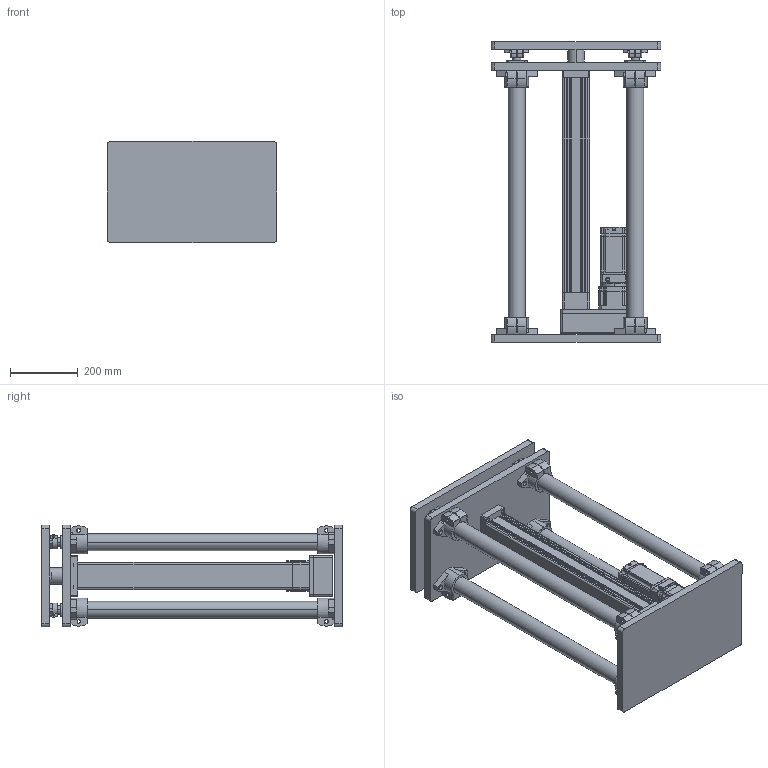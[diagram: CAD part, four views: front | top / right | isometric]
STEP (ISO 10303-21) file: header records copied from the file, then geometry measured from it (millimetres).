
FILE_DESCRIPTION (( 'STEP AP203' ), '1' );
FILE_NAME ('RLASJ80-10HB-12.7KN-R500-100mm-s.STEP', '2025-02-07T03:28:27', ( '微软用户' ), ( '微软中国' ), 'SwSTEP 2.0', 'SolidWorks 2022', '' );
FILE_SCHEMA (( 'CONFIG_CONTROL_DESIGN' ));
Length unit declared in the file: millimetre
Products named in the file (43): 复件 21E8-005-1073-P4_1_1_1.stp^复件 MS1H1-75B30CB-A334Z-S_ASM_1_ASM.stp_复件 MS1H1-75B30CB-(x)334Z.stp_复件 MS1H1-75B30CB-(x)334Z_RLASJ80-10HB-12.7KN-R500-100mm-s; 复件 80缸400行程升降台内导柱25^RLASJ80-10HB-12.7KN-R500-100mm-s; 复件 _1-SO-580930001_1_1_1.stp^复件 MS1H1-75B30CB-A334Z_1_ASM_1_ASM_ASM.stp_复件 MS1H1-75B30CB-A334Z_ASM_1_ASM_1_ASM.stp_复件 MS1H1-75B30CB-A334Z-S_ASM_1_ASM_ASM.stp_复件 MS1H1-75B30CB-A334Z-S_A~; 复件 SHHSA-25_base^RLASJ80-10HB-12.7KN-R500-100mm-s; 复件 80缸400行程升降台直线轴承^RLASJ80-10HB-12.7KN-R500-100mm-s; 复件 _1-SO-660130001_1_1_1.stp^复件 MS1H1-75B30CB-A334Z_1_ASM_1_ASM_ASM.stp_复件 MS1H1-75B30CB-A334Z_ASM_1_ASM_1_ASM.stp_复件 MS1H1-75B30CB-A334Z-S_ASM_1_ASM_ASM.stp_复件 MS1H1-75B30CB-A334Z-S_A~; 复件 _1-SO-162350001_1_1_1.stp^复件 MS1H1-75B30CB-A334Z_1_ASM_1_ASM_ASM.stp_复件 MS1H1-75B30CB-A334Z_ASM_1_ASM_1_ASM.stp_复件 MS1H1-75B30CB-A334Z-S_ASM_1_ASM_ASM.stp_复件 MS1H1-75B30CB-A334Z-S_A~; 复件 31090537--1-SOL000_1_1_1_2_1.stp^复件 MS1H1-75B30CB-A334Z_1_ASM_1_ASM_ASM.stp_复件 MS1H1-75B30CB-A334Z_ASM_1_ASM_1_ASM.stp_复件 MS1H1-75B30CB-A334Z-S_ASM_1_ASM_ASM.stp_复件 MS1H1-75B30CB-A3~; 复件 21E8-005-1072-P4_1_1_1.stp^复件 MS1H1-75B30CB-A334Z-S_ASM_1_ASM.stp_复件 MS1H1-75B30CB-(x)334Z.stp_复件 MS1H1-75B30CB-(x)334Z_RLASJ80-10HB-12.7KN-R500-100mm-s; 复件 _1-SO-431260001_1_1_1.stp^复件 MS1H1-75B30CB-A334Z_1_ASM_1_ASM_ASM.stp_复件 MS1H1-75B30CB-A334Z_ASM_1_ASM_1_ASM.stp_复件 MS1H1-75B30CB-A334Z-S_ASM_1_ASM_ASM.stp_复件 MS1H1-75B30CB-A334Z-S_A~; 复件 31090527--1-SOL000_1_1_1_2_1.stp^复件 MS1H1-75B30CB-A334Z_1_ASM_1_ASM_ASM.stp_复件 MS1H1-75B30CB-A334Z_ASM_1_ASM_1_ASM.stp_复件 MS1H1-75B30CB-A334Z-S_ASM_1_ASM_ASM.stp_复件 MS1H1-75B30CB-A3~; 复件 MS1H1-75B30CB-(x)334Z^RLASJ80-10HB-12.7KN-R500-100mm-s; 复件 _1-SO-325820001_1_1_1.stp^复件 MS1H1-75B30CB-A334Z_1_ASM_1_ASM_ASM.stp_复件 MS1H1-75B30CB-A334Z_ASM_1_ASM_1_ASM.stp_复件 MS1H1-75B30CB-A334Z-S_ASM_1_ASM_ASM.stp_复件 MS1H1-75B30CB-A334Z-S_A~; 复件 _1-SO-44600001_1_1_1.stp^复件 MS1H1-75B30CB-A334Z_1_ASM_1_ASM_ASM.stp_复件 MS1H1-75B30CB-A334Z_ASM_1_ASM_1_ASM.stp_复件 MS1H1-75B30CB-A334Z-S_ASM_1_ASM_ASM.stp_复件 MS1H1-75B30CB-A334Z-S_AS~; 复件 MS1H1-75B30CB-A334Z_ASM_1_ASM_1_ASM.stp^复件 MS1H1-75B30CB-A334Z-S_ASM_1_ASM_ASM.stp_复件 MS1H1-75B30CB-A334Z-S_ASM_1_ASM.stp_复件 MS1H1-75B30CB-(x)334Z.stp_复件 MS1H1-75B30CB-(x)334Z_RLASJ~; 复件 MS1H1-75B30CB-A334Z_1_ASM_1_ASM_ASM.stp^复件 MS1H1-75B30CB-A334Z_ASM_1_ASM_1_ASM.stp_复件 MS1H1-75B30CB-A334Z-S_ASM_1_ASM_ASM.stp_复件 MS1H1-75B30CB-A334Z-S_ASM_1_ASM.stp_复件 MS1H1-75B30CB~; 复件 22060240_3_1_1.stp^复件 MS1H1-75B30CB-A334Z-S_ASM_1_ASM.stp_复件 MS1H1-75B30CB-(x)334Z.stp_复件 MS1H1-75B30CB-(x)334Z_RLASJ80-10HB-12.7KN-R500-100mm-s; 复件 MS1H1-75B30CB-(x)334Z.stp^复件 MS1H1-75B30CB-(x)334Z_RLASJ80-10HB-12.7KN-R500-100mm-s; 复件 SHHSA-50_base^RLASJ80-10HB-12.7KN-R500-100mm-s; 复件 _1-SO-267770001_1_1_1.stp^复件 MS1H1-75B30CB-A334Z_1_ASM_1_ASM_ASM.stp_复件 MS1H1-75B30CB-A334Z_ASM_1_ASM_1_ASM.stp_复件 MS1H1-75B30CB-A334Z-S_ASM_1_ASM_ASM.stp_复件 MS1H1-75B30CB-A334Z-S_A~; RLASJ80-10HB-12.7KN-R500-100mm-s; 复件 _80-1-SO0001_1_1_1_2_1.stp^复件 MS1H1-75B30CB-A334Z_1_ASM_1_ASM_ASM.stp_复件 MS1H1-75B30CB-A334Z_ASM_1_ASM_1_ASM.stp_复件 MS1H1-75B30CB-A334Z-S_ASM_1_ASM_ASM.stp_复件 MS1H1-75B30CB-A334Z-S_~; 复件 PGH90-L1-19-70-90-M6-A22^RLASJ80-10HB-12.7KN-R500-100mm-s; 复件 _1-SO-219540001_1_1_1.stp^复件 MS1H1-75B30CB-A334Z_1_ASM_1_ASM_ASM.stp_复件 MS1H1-75B30CB-A334Z_ASM_1_ASM_1_ASM.stp_复件 MS1H1-75B30CB-A334Z-S_ASM_1_ASM_ASM.stp_复件 MS1H1-75B30CB-A334Z-S_A~; 复件 _1-SO-112340001_1_1_1.stp^复件 MS1H1-75B30CB-A334Z_1_ASM_1_ASM_ASM.stp_复件 MS1H1-75B30CB-A334Z_ASM_1_ASM_1_ASM.stp_复件 MS1H1-75B30CB-A334Z-S_ASM_1_ASM_ASM.stp_复件 MS1H1-75B30CB-A334Z-S_A~; 复件 80缸400行程升降台底板^RLASJ80-10HB-12.7KN-R500-100mm-s; 复件 1-940910_1_1_1.stp^复件 MS1H1-75B30CB-A334Z_1_ASM_1_ASM_ASM.stp_复件 MS1H1-75B30CB-A334Z_ASM_1_ASM_1_ASM.stp_复件 MS1H1-75B30CB-A334Z-S_ASM_1_ASM_ASM.stp_复件 MS1H1-75B30CB-A334Z-S_ASM_1_AS~; 复件 31740002--1-SOLI00_1_1_1_2_1.stp^复件 MS1H1-75B30CB-A334Z_1_ASM_1_ASM_ASM.stp_复件 MS1H1-75B30CB-A334Z_ASM_1_ASM_1_ASM.stp_复件 MS1H1-75B30CB-A334Z-S_ASM_1_ASM_ASM.stp_复件 MS1H1-75B30CB-A3~; 复件 80缸行程400前法兰板安装折叠^RLASJ80-10HB-12.7KN-R500-100mm-s; 复件 _1-SO-761440001_1_1_1.stp^复件 MS1H1-75B30CB-A334Z_1_ASM_1_ASM_ASM.stp_复件 MS1H1-75B30CB-A334Z_ASM_1_ASM_1_ASM.stp_复件 MS1H1-75B30CB-A334Z-S_ASM_1_ASM_ASM.stp_复件 MS1H1-75B30CB-A334Z-S_A~; 复件 30_1_1_1_2_1.stp^复件 MS1H1-75B30CB-A334Z_1_ASM_1_ASM_ASM.stp_复件 MS1H1-75B30CB-A334Z_ASM_1_ASM_1_ASM.stp_复件 MS1H1-75B30CB-A334Z-S_ASM_1_ASM_ASM.stp_复件 MS1H1-75B30CB-A334Z-S_ASM_1_ASM.~; 复件 _1-SO-972090001_1_1_1.stp^复件 MS1H1-75B30CB-A334Z_1_ASM_1_ASM_ASM.stp_复件 MS1H1-75B30CB-A334Z_ASM_1_ASM_1_ASM.stp_复件 MS1H1-75B30CB-A334Z-S_ASM_1_ASM_ASM.stp_复件 MS1H1-75B30CB-A334Z-S_A~; 复件 31090652--MS1H1-750001_1_1_1.stp^复件 MS1H1-75B30CB-A334Z_1_ASM_1_ASM_ASM.stp_复件 MS1H1-75B30CB-A334Z_ASM_1_ASM_1_ASM.stp_复件 MS1H1-75B30CB-A334Z-S_ASM_1_ASM_ASM.stp_复件 MS1H1-75B30CB-A3~; 复件 80缸400行程升降台外导柱50^RLASJ80-10HB-12.7KN-R500-100mm-s; 复件 _1-SO-808830001_1_1_1.stp^复件 MS1H1-75B30CB-A334Z_1_ASM_1_ASM_ASM.stp_复件 MS1H1-75B30CB-A334Z_ASM_1_ASM_1_ASM.stp_复件 MS1H1-75B30CB-A334Z-S_ASM_1_ASM_ASM.stp_复件 MS1H1-75B30CB-A334Z-S_A~; 复件 22010113--1-SOLI00_1_1_1_2_1.stp^复件 MS1H1-75B30CB-A334Z_1_ASM_1_ASM_ASM.stp_复件 MS1H1-75B30CB-A334Z_ASM_1_ASM_1_ASM.stp_复件 MS1H1-75B30CB-A334Z-S_ASM_1_ASM_ASM.stp_复件 MS1H1-75B30CB-A3~; 复件 80缸400行程升降台中板^RLASJ80-10HB-12.7KN-R500-100mm-s; 复件 MS1H1-75B30CB-A334Z-S_ASM_1_ASM_ASM.stp^复件 MS1H1-75B30CB-A334Z-S_ASM_1_ASM.stp_复件 MS1H1-75B30CB-(x)334Z.stp_复件 MS1H1-75B30CB-(x)334Z_RLASJ80-10HB-12.7KN-R500-100mm-s; 复件 80缸400行程升降台顶板^RLASJ80-10HB-12.7KN-R500-100mm-s; 复件 1-87160_1_1_1.stp^复件 MS1H1-75B30CB-A334Z_1_ASM_1_ASM_ASM.stp_复件 MS1H1-75B30CB-A334Z_ASM_1_ASM_1_ASM.stp_复件 MS1H1-75B30CB-A334Z-S_ASM_1_ASM_ASM.stp_复件 MS1H1-75B30CB-A334Z-S_ASM_1_ASM~ ...
Assembly tree (62 placements, depth 8):
  RLASJ80-10HB-12.7KN-R500-100mm-s
    复件 80缸行程400前法兰板安装折叠^RLASJ80-10HB-12.7KN-R500-100mm-s
    复件 80缸400行程升降台底板^RLASJ80-10HB-12.7KN-R500-100mm-s
    复件 80缸400行程升降台顶板^RLASJ80-10HB-12.7KN-R500-100mm-s
    复件 80缸400行程升降台内导柱25^RLASJ80-10HB-12.7KN-R500-100mm-s  x4
    复件 80缸400行程升降台外导柱50^RLASJ80-10HB-12.7KN-R500-100mm-s  x4
    复件 80缸400行程升降台直线轴承^RLASJ80-10HB-12.7KN-R500-100mm-s  x4
    复件 80缸400行程升降台中板^RLASJ80-10HB-12.7KN-R500-100mm-s
    复件 SHHSA-50_base^RLASJ80-10HB-12.7KN-R500-100mm-s  x8
    复件 SHHSA-25_base^RLASJ80-10HB-12.7KN-R500-100mm-s  x4
    复件 PGH90-L1-19-70-90-M6-A22^RLASJ80-10HB-12.7KN-R500-100mm-s
    复件 MS1H1-75B30CB-(x)334Z^RLASJ80-10HB-12.7KN-R500-100mm-s
      复件 MS1H1-75B30CB-(x)334Z.stp^复件 MS1H1-75B30CB-(x)334Z_RLASJ80-10HB-12.7KN-R500-100mm-s
        复件 MS1H1-75B30CB-A334Z-S_ASM_1_ASM.stp^复件 MS1H1-75B30CB-(x)334Z.stp_复件 MS1H1-75B30CB-(x)334Z_RLASJ80-10HB-12.7KN-R500-100mm-s
          复件 MS1H1-75B30CB-A334Z-S_ASM_1_ASM_ASM.stp^复件 MS1H1-75B30CB-A334Z-S_ASM_1_ASM.stp_复件 MS1H1-75B30CB-(x)334Z.stp_复件 MS1H1-75B30CB-(x)334Z_RLASJ80-10HB-12.7KN-R500-100mm-s
            复件 MS1H1-75B30CB-A334Z_ASM_1_ASM_1_ASM.stp^复件 MS1H1-75B30CB-A334Z-S_ASM_1_ASM_ASM.stp_复件 MS1H1-75B30CB-A334Z-S_ASM_1_ASM.stp_复件 MS1H1-75B30CB-(x)334Z.stp_复件 MS1H1-75B30CB-(x)334Z_RLASJ~
              复件 MS1H1-75B30CB-A334Z_1_ASM_1_ASM_ASM.stp^复件 MS1H1-75B30CB-A334Z_ASM_1_ASM_1_ASM.stp_复件 MS1H1-75B30CB-A334Z-S_ASM_1_ASM_ASM.stp_复件 MS1H1-75B30CB-A334Z-S_ASM_1_ASM.stp_复件 MS1H1-75B30CB~
                复件 30_1_1_1_2_1.stp^复件 MS1H1-75B30CB-A334Z_1_ASM_1_ASM_ASM.stp_复件 MS1H1-75B30CB-A334Z_ASM_1_ASM_1_ASM.stp_复件 MS1H1-75B30CB-A334Z-S_ASM_1_ASM_ASM.stp_复件 MS1H1-75B30CB-A334Z-S_ASM_1_ASM.~
                复件 _1-SO-44600001_1_1_1.stp^复件 MS1H1-75B30CB-A334Z_1_ASM_1_ASM_ASM.stp_复件 MS1H1-75B30CB-A334Z_ASM_1_ASM_1_ASM.stp_复件 MS1H1-75B30CB-A334Z-S_ASM_1_ASM_ASM.stp_复件 MS1H1-75B30CB-A334Z-S_AS~
                复件 1-87160_1_1_1.stp^复件 MS1H1-75B30CB-A334Z_1_ASM_1_ASM_ASM.stp_复件 MS1H1-75B30CB-A334Z_ASM_1_ASM_1_ASM.stp_复件 MS1H1-75B30CB-A334Z-S_ASM_1_ASM_ASM.stp_复件 MS1H1-75B30CB-A334Z-S_ASM_1_ASM~
                复件 _1-SO-112340001_1_1_1.stp^复件 MS1H1-75B30CB-A334Z_1_ASM_1_ASM_ASM.stp_复件 MS1H1-75B30CB-A334Z_ASM_1_ASM_1_ASM.stp_复件 MS1H1-75B30CB-A334Z-S_ASM_1_ASM_ASM.stp_复件 MS1H1-75B30CB-A334Z-S_A~
                复件 31090652--MS1H1-750001_1_1_1.stp^复件 MS1H1-75B30CB-A334Z_1_ASM_1_ASM_ASM.stp_复件 MS1H1-75B30CB-A334Z_ASM_1_ASM_1_ASM.stp_复件 MS1H1-75B30CB-A334Z-S_ASM_1_ASM_ASM.stp_复件 MS1H1-75B30CB-A3~
                复件 _1-SO-162350001_1_1_1.stp^复件 MS1H1-75B30CB-A334Z_1_ASM_1_ASM_ASM.stp_复件 MS1H1-75B30CB-A334Z_ASM_1_ASM_1_ASM.stp_复件 MS1H1-75B30CB-A334Z-S_ASM_1_ASM_ASM.stp_复件 MS1H1-75B30CB-A334Z-S_A~
                复件 _1-SO-219540001_1_1_1.stp^复件 MS1H1-75B30CB-A334Z_1_ASM_1_ASM_ASM.stp_复件 MS1H1-75B30CB-A334Z_ASM_1_ASM_1_ASM.stp_复件 MS1H1-75B30CB-A334Z-S_ASM_1_ASM_ASM.stp_复件 MS1H1-75B30CB-A334Z-S_A~
                复件 _1-SO-250540001_1_1_1.stp^复件 MS1H1-75B30CB-A334Z_1_ASM_1_ASM_ASM.stp_复件 MS1H1-75B30CB-A334Z_ASM_1_ASM_1_ASM.stp_复件 MS1H1-75B30CB-A334Z-S_ASM_1_ASM_ASM.stp_复件 MS1H1-75B30CB-A334Z-S_A~
                复件 _1-SO-267770001_1_1_1.stp^复件 MS1H1-75B30CB-A334Z_1_ASM_1_ASM_ASM.stp_复件 MS1H1-75B30CB-A334Z_ASM_1_ASM_1_ASM.stp_复件 MS1H1-75B30CB-A334Z-S_ASM_1_ASM_ASM.stp_复件 MS1H1-75B30CB-A334Z-S_A~
                复件 _1-SO-325820001_1_1_1.stp^复件 MS1H1-75B30CB-A334Z_1_ASM_1_ASM_ASM.stp_复件 MS1H1-75B30CB-A334Z_ASM_1_ASM_1_ASM.stp_复件 MS1H1-75B30CB-A334Z-S_ASM_1_ASM_ASM.stp_复件 MS1H1-75B30CB-A334Z-S_A~
                复件 22010113--1-SOLI00_1_1_1_2_1.stp^复件 MS1H1-75B30CB-A334Z_1_ASM_1_ASM_ASM.stp_复件 MS1H1-75B30CB-A334Z_ASM_1_ASM_1_ASM.stp_复件 MS1H1-75B30CB-A334Z-S_ASM_1_ASM_ASM.stp_复件 MS1H1-75B30CB-A3~
                复件 _1-SO-431260001_1_1_1.stp^复件 MS1H1-75B30CB-A334Z_1_ASM_1_ASM_ASM.stp_复件 MS1H1-75B30CB-A334Z_ASM_1_ASM_1_ASM.stp_复件 MS1H1-75B30CB-A334Z-S_ASM_1_ASM_ASM.stp_复件 MS1H1-75B30CB-A334Z-S_A~
                复件 _1-SO-580930001_1_1_1.stp^复件 MS1H1-75B30CB-A334Z_1_ASM_1_ASM_ASM.stp_复件 MS1H1-75B30CB-A334Z_ASM_1_ASM_1_ASM.stp_复件 MS1H1-75B30CB-A334Z-S_ASM_1_ASM_ASM.stp_复件 MS1H1-75B30CB-A334Z-S_A~
                复件 _1-SO-660130001_1_1_1.stp^复件 MS1H1-75B30CB-A334Z_1_ASM_1_ASM_ASM.stp_复件 MS1H1-75B30CB-A334Z_ASM_1_ASM_1_ASM.stp_复件 MS1H1-75B30CB-A334Z-S_ASM_1_ASM_ASM.stp_复件 MS1H1-75B30CB-A334Z-S_A~
                复件 31090537--1-SOL000_1_1_1_2_1.stp^复件 MS1H1-75B30CB-A334Z_1_ASM_1_ASM_ASM.stp_复件 MS1H1-75B30CB-A334Z_ASM_1_ASM_1_ASM.stp_复件 MS1H1-75B30CB-A334Z-S_ASM_1_ASM_ASM.stp_复件 MS1H1-75B30CB-A3~
                复件 _80-1-SO0001_1_1_1_2_1.stp^复件 MS1H1-75B30CB-A334Z_1_ASM_1_ASM_ASM.stp_复件 MS1H1-75B30CB-A334Z_ASM_1_ASM_1_ASM.stp_复件 MS1H1-75B30CB-A334Z-S_ASM_1_ASM_ASM.stp_复件 MS1H1-75B30CB-A334Z-S_~
                复件 _1-SO-761440001_1_1_1.stp^复件 MS1H1-75B30CB-A334Z_1_ASM_1_ASM_ASM.stp_复件 MS1H1-75B30CB-A334Z_ASM_1_ASM_1_ASM.stp_复件 MS1H1-75B30CB-A334Z-S_ASM_1_ASM_ASM.stp_复件 MS1H1-75B30CB-A334Z-S_A~
                复件 _1-SO-808830001_1_1_1.stp^复件 MS1H1-75B30CB-A334Z_1_ASM_1_ASM_ASM.stp_复件 MS1H1-75B30CB-A334Z_ASM_1_ASM_1_ASM.stp_复件 MS1H1-75B30CB-A334Z-S_ASM_1_ASM_ASM.stp_复件 MS1H1-75B30CB-A334Z-S_A~
                复件 31740002--1-SOLI00_1_1_1_2_1.stp^复件 MS1H1-75B30CB-A334Z_1_ASM_1_ASM_ASM.stp_复件 MS1H1-75B30CB-A334Z_ASM_1_ASM_1_ASM.stp_复件 MS1H1-75B30CB-A334Z-S_ASM_1_ASM_ASM.stp_复件 MS1H1-75B30CB-A3~
                复件 31090527--1-SOL000_1_1_1_2_1.stp^复件 MS1H1-75B30CB-A334Z_1_ASM_1_ASM_ASM.stp_复件 MS1H1-75B30CB-A334Z_ASM_1_ASM_1_ASM.stp_复件 MS1H1-75B30CB-A334Z-S_ASM_1_ASM_ASM.stp_复件 MS1H1-75B30CB-A3~
                复件 _1-SO-914520001_1_1_1.stp^复件 MS1H1-75B30CB-A334Z_1_ASM_1_ASM_ASM.stp_复件 MS1H1-75B30CB-A334Z_ASM_1_ASM_1_ASM.stp_复件 MS1H1-75B30CB-A334Z-S_ASM_1_ASM_ASM.stp_复件 MS1H1-75B30CB-A334Z-S_A~
                复件 1-940910_1_1_1.stp^复件 MS1H1-75B30CB-A334Z_1_ASM_1_ASM_ASM.stp_复件 MS1H1-75B30CB-A334Z_ASM_1_ASM_1_ASM.stp_复件 MS1H1-75B30CB-A334Z-S_ASM_1_ASM_ASM.stp_复件 MS1H1-75B30CB-A334Z-S_ASM_1_AS~
                复件 _1-SO-972090001_1_1_1.stp^复件 MS1H1-75B30CB-A334Z_1_ASM_1_ASM_ASM.stp_复件 MS1H1-75B30CB-A334Z_ASM_1_ASM_1_ASM.stp_复件 MS1H1-75B30CB-A334Z-S_ASM_1_ASM_ASM.stp_复件 MS1H1-75B30CB-A334Z-S_A~
          复件 21E8-005-1072-P4_1_1_1.stp^复件 MS1H1-75B30CB-A334Z-S_ASM_1_ASM.stp_复件 MS1H1-75B30CB-(x)334Z.stp_复件 MS1H1-75B30CB-(x)334Z_RLASJ80-10HB-12.7KN-R500-100mm-s
          复件 21E8-005-1073-P4_1_1_1.stp^复件 MS1H1-75B30CB-A334Z-S_ASM_1_ASM.stp_复件 MS1H1-75B30CB-(x)334Z.stp_复件 MS1H1-75B30CB-(x)334Z_RLASJ80-10HB-12.7KN-R500-100mm-s
          复件 22060240_3_1_1.stp^复件 MS1H1-75B30CB-A334Z-S_ASM_1_ASM.stp_复件 MS1H1-75B30CB-(x)334Z.stp_复件 MS1H1-75B30CB-(x)334Z_RLASJ80-10HB-12.7KN-R500-100mm-s  x2
Bounding box: 500 x 887 x 300 mm (x, y, z)
Volume: 22638245.7 mm3; surface area: 3188051.1 mm2
Topology: 73 solids, 78 shells, 3296 faces, 8683 edges, 5667 vertices
Faces by surface type: plane 1672, cylinder 1212, cone 176, torus 159, bspline 69, sphere 8
Entity records: 97430 total; most frequent: CARTESIAN_POINT 23886, DIRECTION 14387, ORIENTED_EDGE 14254, EDGE_CURVE 7131, AXIS2_PLACEMENT_3D 5019, VERTEX_POINT 4653, VECTOR 4349, LINE 4349
